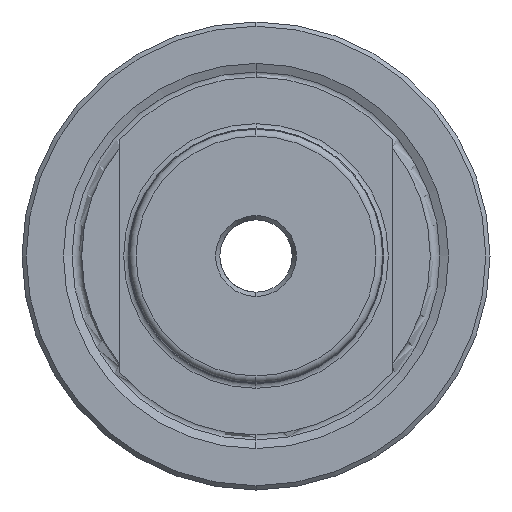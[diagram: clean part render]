
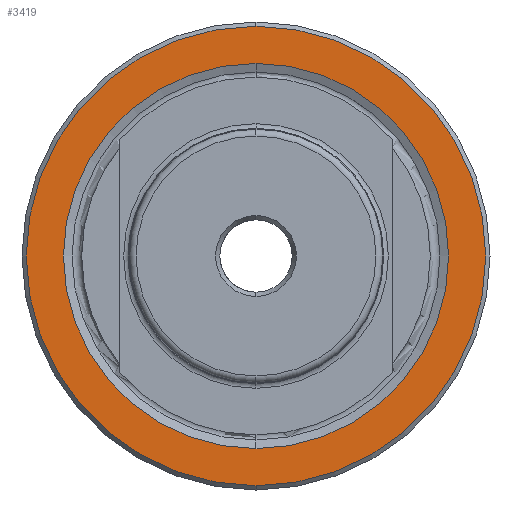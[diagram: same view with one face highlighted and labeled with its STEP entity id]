
A CAD part, left-side view. The second image highlights one B-rep face of the part: STEP entity #3419.
In plain terms, the highlighted planar face has unit normal (-1, 0, 0).
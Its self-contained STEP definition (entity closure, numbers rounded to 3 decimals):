
#12 = DIRECTION ( 'NONE',  ( 0., 0., 1. ) ) ;
#19 = EDGE_LOOP ( 'NONE', ( #280, #3054 ) ) ;
#69 = AXIS2_PLACEMENT_3D ( 'NONE', #2040, #1528, #2580 ) ;
#86 = FACE_BOUND ( 'NONE', #1955, .T. ) ;
#109 = CARTESIAN_POINT ( 'NONE',  ( 30., 0., 0. ) ) ;
#280 = ORIENTED_EDGE ( 'NONE', *, *, #1254, .T. ) ;
#407 = AXIS2_PLACEMENT_3D ( 'NONE', #1419, #585, #12 ) ;
#541 = CARTESIAN_POINT ( 'NONE',  ( 30., 0., 22.632 ) ) ;
#585 = DIRECTION ( 'NONE',  ( -1., 0., 0. ) ) ;
#737 = CARTESIAN_POINT ( 'NONE',  ( 30., 0., -22.632 ) ) ;
#738 = CIRCLE ( 'NONE', #1021, 27. ) ;
#745 = CIRCLE ( 'NONE', #1185, 22.632 ) ;
#957 = ORIENTED_EDGE ( 'NONE', *, *, #1946, .F. ) ;
#959 = CARTESIAN_POINT ( 'NONE',  ( 30., 0., -27. ) ) ;
#1021 = AXIS2_PLACEMENT_3D ( 'NONE', #109, #3004, #1425 ) ;
#1080 = AXIS2_PLACEMENT_3D ( 'NONE', #541, #1135, #2755 ) ;
#1122 = CARTESIAN_POINT ( 'NONE',  ( 30., 0., 0. ) ) ;
#1135 = DIRECTION ( 'NONE',  ( 1., 0., 0. ) ) ;
#1160 = VERTEX_POINT ( 'NONE', #959 ) ;
#1185 = AXIS2_PLACEMENT_3D ( 'NONE', #1122, #3240, #2744 ) ;
#1254 = EDGE_CURVE ( 'NONE', #1160, #2874, #2813, .T. ) ;
#1354 = FACE_OUTER_BOUND ( 'NONE', #19, .T. ) ;
#1419 = CARTESIAN_POINT ( 'NONE',  ( 30., 0., 0. ) ) ;
#1425 = DIRECTION ( 'NONE',  ( 0., 0., 1. ) ) ;
#1459 = CARTESIAN_POINT ( 'NONE',  ( 30., 0., 22.632 ) ) ;
#1528 = DIRECTION ( 'NONE',  ( -1., 0., 0. ) ) ;
#1890 = EDGE_CURVE ( 'NONE', #2104, #2801, #745, .T. ) ;
#1929 = CIRCLE ( 'NONE', #407, 22.632 ) ;
#1946 = EDGE_CURVE ( 'NONE', #2801, #2104, #1929, .T. ) ;
#1955 = EDGE_LOOP ( 'NONE', ( #957, #3235 ) ) ;
#2040 = CARTESIAN_POINT ( 'NONE',  ( 30., 0., 0. ) ) ;
#2104 = VERTEX_POINT ( 'NONE', #737 ) ;
#2580 = DIRECTION ( 'NONE',  ( 0., 0., 1. ) ) ;
#2744 = DIRECTION ( 'NONE',  ( 0., 0., 1. ) ) ;
#2755 = DIRECTION ( 'NONE',  ( 0., 0., -1. ) ) ;
#2800 = CARTESIAN_POINT ( 'NONE',  ( 30., 0., 27. ) ) ;
#2801 = VERTEX_POINT ( 'NONE', #1459 ) ;
#2813 = CIRCLE ( 'NONE', #69, 27. ) ;
#2874 = VERTEX_POINT ( 'NONE', #2800 ) ;
#2958 = PLANE ( 'NONE',  #1080 ) ;
#3004 = DIRECTION ( 'NONE',  ( -1., 0., 0. ) ) ;
#3054 = ORIENTED_EDGE ( 'NONE', *, *, #3224, .T. ) ;
#3224 = EDGE_CURVE ( 'NONE', #2874, #1160, #738, .T. ) ;
#3235 = ORIENTED_EDGE ( 'NONE', *, *, #1890, .F. ) ;
#3240 = DIRECTION ( 'NONE',  ( -1., 0., 0. ) ) ;
#3419 = ADVANCED_FACE ( 'NONE', ( #86, #1354 ), #2958, .F. ) ;
